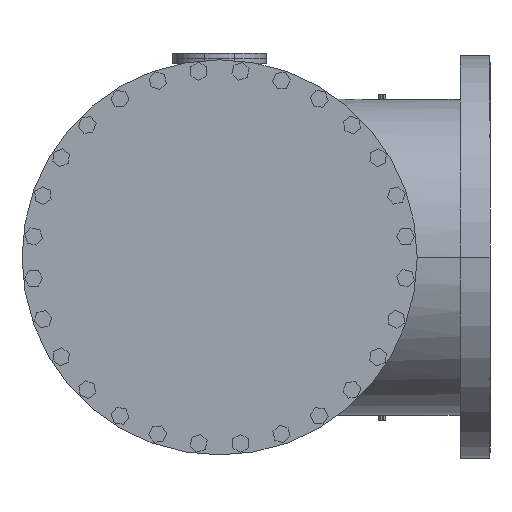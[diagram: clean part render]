
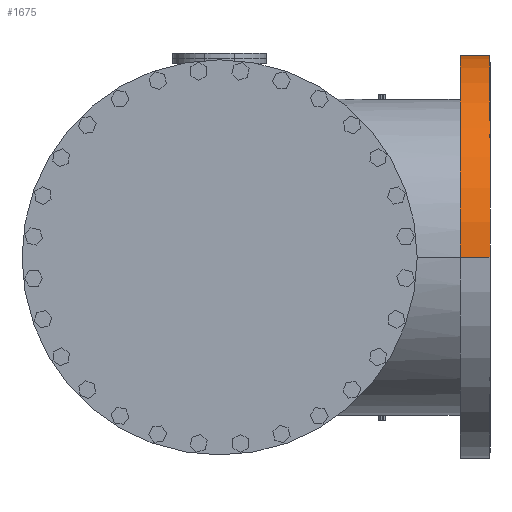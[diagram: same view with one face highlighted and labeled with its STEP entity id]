
A CAD part, left-side view. The second image highlights one B-rep face of the part: STEP entity #1675.
In plain terms, the highlighted cylindrical face has radius 492.125 mm (diameter 984.25 mm), a partial arc.
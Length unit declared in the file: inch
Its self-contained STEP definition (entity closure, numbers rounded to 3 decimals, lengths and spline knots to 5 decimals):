
#195 = AXIS2_PLACEMENT_3D ( 'NONE', #2695, #36869, #8833 ) ;
#989 = VERTEX_POINT ( 'NONE', #10322 ) ;
#1675 = ADVANCED_FACE ( 'NONE', ( #10770 ), #13489, .T. ) ;
#2695 = CARTESIAN_POINT ( 'NONE',  ( 24.53355, -23.125, 0. ) ) ;
#3076 = DIRECTION ( 'NONE',  ( 0., 1., 0. ) ) ;
#5290 = CIRCLE ( 'NONE', #195, 19.375 ) ;
#5312 = EDGE_CURVE ( 'NONE', #9440, #18103, #25807, .T. ) ;
#6301 = AXIS2_PLACEMENT_3D ( 'NONE', #31536, #3076, #25923 ) ;
#7741 = ORIENTED_EDGE ( 'NONE', *, *, #15843, .T. ) ;
#8171 = ORIENTED_EDGE ( 'NONE', *, *, #5312, .T. ) ;
#8833 = DIRECTION ( 'NONE',  ( -1., 0., 0. ) ) ;
#9107 = CIRCLE ( 'NONE', #6301, 19.375 ) ;
#9440 = VERTEX_POINT ( 'NONE', #9927 ) ;
#9927 = CARTESIAN_POINT ( 'NONE',  ( 43.90855, -26., 0. ) ) ;
#10322 = CARTESIAN_POINT ( 'NONE',  ( 5.15855, -23.125, 0. ) ) ;
#10770 = FACE_OUTER_BOUND ( 'NONE', #32788, .T. ) ;
#11287 = CARTESIAN_POINT ( 'NONE',  ( 5.15855, -26., 0. ) ) ;
#13489 = CYLINDRICAL_SURFACE ( 'NONE', #31648, 19.375 ) ;
#13765 = VERTEX_POINT ( 'NONE', #11287 ) ;
#14167 = DIRECTION ( 'NONE',  ( 0., 1., 0. ) ) ;
#15843 = EDGE_CURVE ( 'NONE', #13765, #9440, #9107, .T. ) ;
#17053 = DIRECTION ( 'NONE',  ( -1., 0., 0. ) ) ;
#18082 = EDGE_CURVE ( 'NONE', #13765, #989, #20201, .T. ) ;
#18103 = VERTEX_POINT ( 'NONE', #28255 ) ;
#19537 = EDGE_CURVE ( 'NONE', #989, #18103, #5290, .T. ) ;
#20201 = LINE ( 'NONE', #31517, #22933 ) ;
#22933 = VECTOR ( 'NONE', #36850, 39.37008 ) ;
#24136 = DIRECTION ( 'NONE',  ( 0., 1., 0. ) ) ;
#24387 = CARTESIAN_POINT ( 'NONE',  ( 43.90855, 0., 0. ) ) ;
#24438 = VECTOR ( 'NONE', #24136, 39.37008 ) ;
#25807 = LINE ( 'NONE', #24387, #24438 ) ;
#25923 = DIRECTION ( 'NONE',  ( -1., 0., 0. ) ) ;
#28255 = CARTESIAN_POINT ( 'NONE',  ( 43.90855, -23.125, 0. ) ) ;
#30132 = ORIENTED_EDGE ( 'NONE', *, *, #19537, .F. ) ;
#31517 = CARTESIAN_POINT ( 'NONE',  ( 5.15855, 0., 0. ) ) ;
#31536 = CARTESIAN_POINT ( 'NONE',  ( 24.53355, -26., 0. ) ) ;
#31648 = AXIS2_PLACEMENT_3D ( 'NONE', #36900, #14167, #17053 ) ;
#32277 = ORIENTED_EDGE ( 'NONE', *, *, #18082, .F. ) ;
#32788 = EDGE_LOOP ( 'NONE', ( #7741, #8171, #30132, #32277 ) ) ;
#36850 = DIRECTION ( 'NONE',  ( 0., 1., 0. ) ) ;
#36869 = DIRECTION ( 'NONE',  ( 0., 1., 0. ) ) ;
#36900 = CARTESIAN_POINT ( 'NONE',  ( 24.53355, 0., 0. ) ) ;
